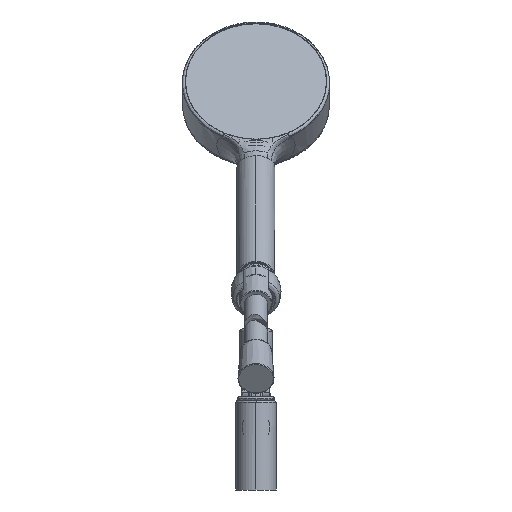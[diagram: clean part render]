
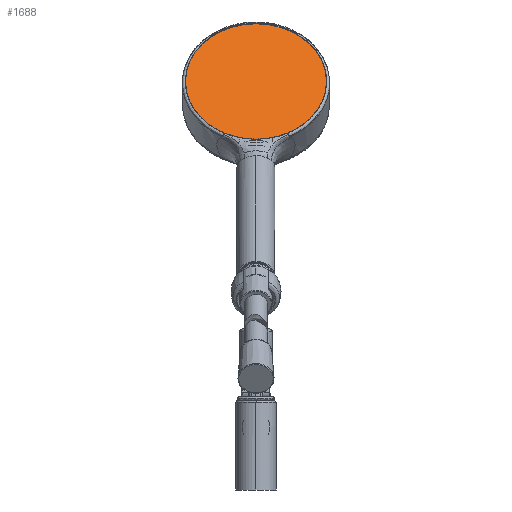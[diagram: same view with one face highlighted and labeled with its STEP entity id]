
A CAD part, front view. The second image highlights one B-rep face of the part: STEP entity #1688.
In plain terms, the highlighted planar face has unit normal (0, -0.819, 0.574).
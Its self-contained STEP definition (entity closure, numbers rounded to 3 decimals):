
#335 = EDGE_LOOP ( 'NONE', ( #12395, #3790 ) ) ;
#627 = CIRCLE ( 'NONE', #12574, 45.45 ) ;
#1107 = CARTESIAN_POINT ( 'NONE',  ( 0.002, 674.131, 263.306 ) ) ;
#1688 = ADVANCED_FACE ( 'NONE', ( #2414 ), #7839, .F. ) ;
#1722 = CARTESIAN_POINT ( 'NONE',  ( 0.002, 700.2, 300.536 ) ) ;
#1757 = AXIS2_PLACEMENT_3D ( 'NONE', #15500, #3136, #9409 ) ;
#2414 = FACE_OUTER_BOUND ( 'NONE', #335, .T. ) ;
#3136 = DIRECTION ( 'NONE',  ( 0., 0.819, -0.574 ) ) ;
#3790 = ORIENTED_EDGE ( 'NONE', *, *, #4813, .T. ) ;
#4813 = EDGE_CURVE ( 'NONE', #12262, #7482, #8630, .T. ) ;
#7482 = VERTEX_POINT ( 'NONE', #1722 ) ;
#7839 = PLANE ( 'NONE',  #1757 ) ;
#8630 = CIRCLE ( 'NONE', #11988, 45.45 ) ;
#9409 = DIRECTION ( 'NONE',  ( 0., -0.574, -0.819 ) ) ;
#10629 = DIRECTION ( 'NONE',  ( 0., -0.574, -0.819 ) ) ;
#11129 = CARTESIAN_POINT ( 'NONE',  ( 0.002, 674.131, 263.306 ) ) ;
#11224 = CARTESIAN_POINT ( 'NONE',  ( 0.002, 648.062, 226.076 ) ) ;
#11988 = AXIS2_PLACEMENT_3D ( 'NONE', #11129, #14216, #14147 ) ;
#12005 = DIRECTION ( 'NONE',  ( 0., -0.819, 0.574 ) ) ;
#12262 = VERTEX_POINT ( 'NONE', #11224 ) ;
#12395 = ORIENTED_EDGE ( 'NONE', *, *, #16210, .T. ) ;
#12574 = AXIS2_PLACEMENT_3D ( 'NONE', #1107, #12005, #10629 ) ;
#14147 = DIRECTION ( 'NONE',  ( 0., -0.574, -0.819 ) ) ;
#14216 = DIRECTION ( 'NONE',  ( 0., -0.819, 0.574 ) ) ;
#15500 = CARTESIAN_POINT ( 'NONE',  ( 0.002, 674.131, 263.306 ) ) ;
#16210 = EDGE_CURVE ( 'NONE', #7482, #12262, #627, .T. ) ;
